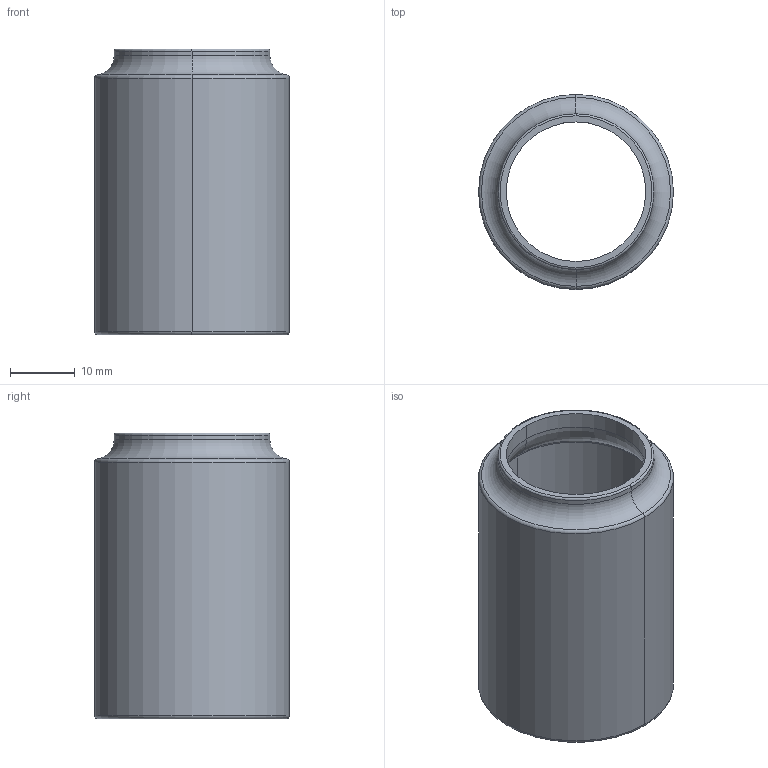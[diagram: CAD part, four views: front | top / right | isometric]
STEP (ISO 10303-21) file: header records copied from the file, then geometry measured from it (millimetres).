
FILE_DESCRIPTION((''),'2;1');
FILE_NAME('4027041193','2023-08-30T16:08:56',('a00565553'),(''),'CREO PARAMETRIC BY PTC INC, 2022414','CREO PARAMETRIC BY PTC INC, 2022414','');
FILE_SCHEMA(('CONFIG_CONTROL_DESIGN','GEOMETRIC_VALIDATION_PROPERTIES_MIM'));
Length unit declared in the file: millimetre
Products named in the file (1): 4027041193
Bounding box: 30 x 30 x 44 mm (x, y, z)
Volume: 6924.7 mm3; surface area: 9537.7 mm2
Topology: 1 solids, 2 shells, 40 faces, 82 edges, 46 vertices
Faces by surface type: cylinder 16, torus 14, cone 6, plane 4
Entity records: 1462 total; most frequent: DIRECTION 224, CARTESIAN_POINT 171, ORIENTED_EDGE 160, AXIS2_PLACEMENT_3D 101, PRESENTATION_STYLE_ASSIGNMENT 84, STYLED_ITEM 84, CURVE_STYLE 82, EDGE_CURVE 82
